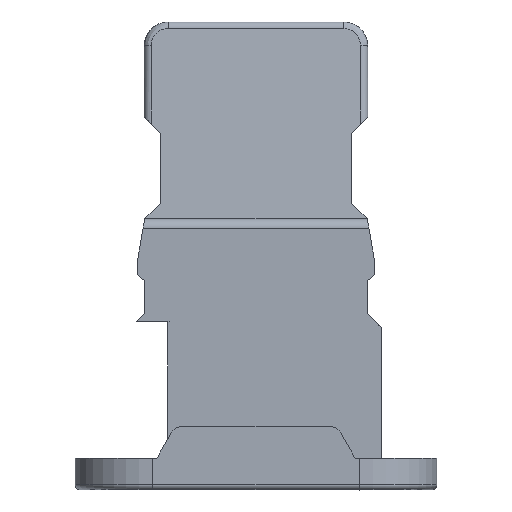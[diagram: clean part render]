
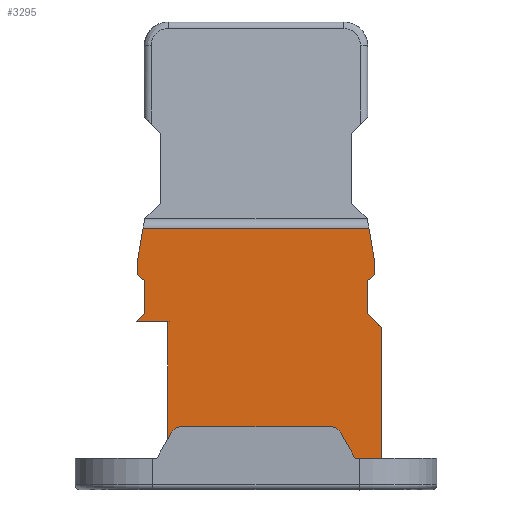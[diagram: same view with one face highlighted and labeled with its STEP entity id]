
A CAD part, top view. The second image highlights one B-rep face of the part: STEP entity #3295.
In plain terms, the highlighted planar face has unit normal (0, 0, 1).
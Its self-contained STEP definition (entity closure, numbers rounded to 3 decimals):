
#371=DIRECTION('',(1.,0.,0.));
#372=VECTOR('',#371,2.3);
#373=CARTESIAN_POINT('',(5.175,1.3,-0.5));
#374=LINE('',#373,#372);
#570=DIRECTION('',(1.,0.,0.));
#571=VECTOR('',#570,5.4);
#572=CARTESIAN_POINT('',(-2.7,1.3,-0.5));
#573=LINE('',#572,#571);
#574=DIRECTION('',(0.,1.,0.));
#575=VECTOR('',#574,0.3);
#576=CARTESIAN_POINT('',(-2.7,1.,-0.5));
#577=LINE('',#576,#575);
#578=DIRECTION('',(1.,0.,0.));
#579=VECTOR('',#578,0.94);
#580=CARTESIAN_POINT('',(-3.64,1.,-0.5));
#581=LINE('',#580,#579);
#582=DIRECTION('',(0.,1.,0.));
#583=VECTOR('',#582,5.95);
#584=CARTESIAN_POINT('',(-3.64,1.,-0.5));
#585=LINE('',#584,#583);
#586=DIRECTION('',(1.,0.,0.));
#587=VECTOR('',#586,1.31);
#588=CARTESIAN_POINT('',(-4.95,6.95,-0.5));
#589=LINE('',#588,#587);
#590=DIRECTION('',(-0.707,-0.707,0.));
#591=VECTOR('',#590,0.495);
#592=CARTESIAN_POINT('',(-4.6,7.3,-0.5));
#593=LINE('',#592,#591);
#594=DIRECTION('',(0.,-1.,0.));
#595=VECTOR('',#594,1.35);
#596=CARTESIAN_POINT('',(-4.6,8.65,-0.5));
#597=LINE('',#596,#595);
#598=DIRECTION('',(0.866,-0.5,0.));
#599=VECTOR('',#598,0.173);
#600=CARTESIAN_POINT('',(-4.75,8.737,-0.5));
#601=LINE('',#600,#599);
#602=CARTESIAN_POINT('',(-4.6,8.996,-0.5));
#603=DIRECTION('',(0.,0.,1.));
#604=DIRECTION('',(-1.,0.,0.));
#605=AXIS2_PLACEMENT_3D('',#602,#603,#604);
#607=DIRECTION('',(0.,-1.,0.));
#608=VECTOR('',#607,0.5);
#609=CARTESIAN_POINT('',(-4.9,9.496,-0.5));
#610=LINE('',#609,#608);
#611=DIRECTION('',(-0.173,-0.985,0.));
#612=VECTOR('',#611,1.324);
#613=CARTESIAN_POINT('',(-4.67,10.8,-0.5));
#614=LINE('',#613,#612);
#615=DIRECTION('',(-1.,0.,0.));
#616=VECTOR('',#615,9.341);
#617=CARTESIAN_POINT('',(4.67,10.8,-0.5));
#618=LINE('',#617,#616);
#619=DIRECTION('',(-0.173,0.985,0.));
#620=VECTOR('',#619,1.324);
#621=CARTESIAN_POINT('',(4.9,9.496,-0.5));
#622=LINE('',#621,#620);
#623=DIRECTION('',(0.,1.,0.));
#624=VECTOR('',#623,0.5);
#625=CARTESIAN_POINT('',(4.9,8.996,-0.5));
#626=LINE('',#625,#624);
#627=CARTESIAN_POINT('',(4.6,8.996,-0.5));
#628=DIRECTION('',(0.,0.,1.));
#629=DIRECTION('',(0.5,-0.866,0.));
#630=AXIS2_PLACEMENT_3D('',#627,#628,#629);
#632=DIRECTION('',(0.866,0.5,0.));
#633=VECTOR('',#632,0.173);
#634=CARTESIAN_POINT('',(4.6,8.65,-0.5));
#635=LINE('',#634,#633);
#636=DIRECTION('',(0.,-1.,0.));
#637=VECTOR('',#636,1.35);
#638=CARTESIAN_POINT('',(4.6,8.65,-0.5));
#639=LINE('',#638,#637);
#640=DIRECTION('',(-0.707,0.707,0.));
#641=VECTOR('',#640,0.813);
#642=CARTESIAN_POINT('',(5.175,6.725,-0.5));
#643=LINE('',#642,#641);
#644=DIRECTION('',(1.,0.,0.));
#645=VECTOR('',#644,4.775);
#646=CARTESIAN_POINT('',(2.7,1.,-0.5));
#647=LINE('',#646,#645);
#648=DIRECTION('',(0.,1.,0.));
#649=VECTOR('',#648,0.3);
#650=CARTESIAN_POINT('',(2.7,1.,-0.5));
#651=LINE('',#650,#649);
#778=DIRECTION('',(0.,-1.,0.));
#779=VECTOR('',#778,0.3);
#780=CARTESIAN_POINT('',(7.475,1.3,-0.5));
#781=LINE('',#780,#779);
#1093=DIRECTION('',(0.,-1.,0.));
#1094=VECTOR('',#1093,5.425);
#1095=CARTESIAN_POINT('',(5.175,6.725,-0.5));
#1096=LINE('',#1095,#1094);
#2110=CARTESIAN_POINT('',(7.475,1.,-0.5));
#2112=VERTEX_POINT('',#2110);
#2113=CARTESIAN_POINT('',(7.475,1.3,-0.5));
#2114=VERTEX_POINT('',#2113);
#2117=CARTESIAN_POINT('',(5.175,1.3,-0.5));
#2118=VERTEX_POINT('',#2117);
#2119=CARTESIAN_POINT('',(5.175,6.725,-0.5));
#2120=CARTESIAN_POINT('',(4.6,7.3,-0.5));
#2121=VERTEX_POINT('',#2119);
#2122=VERTEX_POINT('',#2120);
#2143=CARTESIAN_POINT('',(-4.9,8.996,-0.5));
#2144=CARTESIAN_POINT('',(-4.75,8.737,-0.5));
#2145=VERTEX_POINT('',#2143);
#2146=VERTEX_POINT('',#2144);
#2159=CARTESIAN_POINT('',(-4.6,8.65,-0.5));
#2160=VERTEX_POINT('',#2159);
#2161=CARTESIAN_POINT('',(4.6,8.65,-0.5));
#2162=VERTEX_POINT('',#2161);
#2163=CARTESIAN_POINT('',(-4.6,7.3,-0.5));
#2164=VERTEX_POINT('',#2163);
#2169=CARTESIAN_POINT('',(4.67,10.8,-0.5));
#2170=CARTESIAN_POINT('',(-4.67,10.8,-0.5));
#2171=VERTEX_POINT('',#2169);
#2172=VERTEX_POINT('',#2170);
#2301=CARTESIAN_POINT('',(-4.9,9.496,-0.5));
#2302=VERTEX_POINT('',#2301);
#2303=CARTESIAN_POINT('',(4.75,8.737,-0.5));
#2304=CARTESIAN_POINT('',(4.9,8.996,-0.5));
#2305=VERTEX_POINT('',#2303);
#2306=VERTEX_POINT('',#2304);
#2307=CARTESIAN_POINT('',(4.9,9.496,-0.5));
#2308=VERTEX_POINT('',#2307);
#2493=CARTESIAN_POINT('',(-3.64,1.,-0.5));
#2495=VERTEX_POINT('',#2493);
#2497=CARTESIAN_POINT('',(-4.95,6.95,-0.5));
#2498=CARTESIAN_POINT('',(-3.64,6.95,-0.5));
#2499=VERTEX_POINT('',#2497);
#2500=VERTEX_POINT('',#2498);
#2515=CARTESIAN_POINT('',(2.7,1.,-0.5));
#2516=VERTEX_POINT('',#2515);
#2517=CARTESIAN_POINT('',(-2.7,1.,-0.5));
#2518=VERTEX_POINT('',#2517);
#2519=CARTESIAN_POINT('',(-2.7,1.3,-0.5));
#2520=CARTESIAN_POINT('',(2.7,1.3,-0.5));
#2521=VERTEX_POINT('',#2519);
#2522=VERTEX_POINT('',#2520);
#3246=CARTESIAN_POINT('',(-7.5,1.,-0.5));
#3247=DIRECTION('',(0.,0.,-1.));
#3248=DIRECTION('',(0.,1.,0.));
#3249=AXIS2_PLACEMENT_3D('',#3246,#3247,#3248);
#3250=PLANE('',#3249);
#3251=ORIENTED_EDGE('',*,*,#3038,.F.);
#3253=ORIENTED_EDGE('',*,*,#3252,.F.);
#3255=ORIENTED_EDGE('',*,*,#3254,.F.);
#3256=ORIENTED_EDGE('',*,*,#3104,.T.);
#3257=ORIENTED_EDGE('',*,*,#3219,.F.);
#3259=ORIENTED_EDGE('',*,*,#3258,.F.);
#3261=ORIENTED_EDGE('',*,*,#3260,.F.);
#3263=ORIENTED_EDGE('',*,*,#3262,.F.);
#3265=ORIENTED_EDGE('',*,*,#3264,.F.);
#3267=ORIENTED_EDGE('',*,*,#3266,.F.);
#3269=ORIENTED_EDGE('',*,*,#3268,.F.);
#3271=ORIENTED_EDGE('',*,*,#3270,.F.);
#3273=ORIENTED_EDGE('',*,*,#3272,.F.);
#3275=ORIENTED_EDGE('',*,*,#3274,.F.);
#3277=ORIENTED_EDGE('',*,*,#3276,.F.);
#3279=ORIENTED_EDGE('',*,*,#3278,.F.);
#3281=ORIENTED_EDGE('',*,*,#3280,.T.);
#3283=ORIENTED_EDGE('',*,*,#3282,.F.);
#3285=ORIENTED_EDGE('',*,*,#3284,.T.);
#3286=ORIENTED_EDGE('',*,*,#3012,.T.);
#3288=ORIENTED_EDGE('',*,*,#3287,.T.);
#3290=ORIENTED_EDGE('',*,*,#3289,.F.);
#3292=ORIENTED_EDGE('',*,*,#3291,.T.);
#3293=EDGE_LOOP('',(#3251,#3253,#3255,#3256,#3257,#3259,#3261,#3263,#3265,#3267,
#3269,#3271,#3273,#3275,#3277,#3279,#3281,#3283,#3285,#3286,#3288,#3290,#3292));
#3294=FACE_OUTER_BOUND('',#3293,.F.);
#3295=ADVANCED_FACE('',(#3294),#3250,.F.);
#606=CIRCLE('',#605,0.3);
#631=CIRCLE('',#630,0.3);
#3012=EDGE_CURVE('',#2118,#2114,#374,.T.);
#3038=EDGE_CURVE('',#2521,#2522,#573,.T.);
#3104=EDGE_CURVE('',#2495,#2500,#585,.T.);
#3219=EDGE_CURVE('',#2499,#2500,#589,.T.);
#3252=EDGE_CURVE('',#2518,#2521,#577,.T.);
#3254=EDGE_CURVE('',#2495,#2518,#581,.T.);
#3258=EDGE_CURVE('',#2164,#2499,#593,.T.);
#3260=EDGE_CURVE('',#2160,#2164,#597,.T.);
#3262=EDGE_CURVE('',#2146,#2160,#601,.T.);
#3264=EDGE_CURVE('',#2145,#2146,#606,.T.);
#3266=EDGE_CURVE('',#2302,#2145,#610,.T.);
#3268=EDGE_CURVE('',#2172,#2302,#614,.T.);
#3270=EDGE_CURVE('',#2171,#2172,#618,.T.);
#3272=EDGE_CURVE('',#2308,#2171,#622,.T.);
#3274=EDGE_CURVE('',#2306,#2308,#626,.T.);
#3276=EDGE_CURVE('',#2305,#2306,#631,.T.);
#3278=EDGE_CURVE('',#2162,#2305,#635,.T.);
#3280=EDGE_CURVE('',#2162,#2122,#639,.T.);
#3282=EDGE_CURVE('',#2121,#2122,#643,.T.);
#3284=EDGE_CURVE('',#2121,#2118,#1096,.T.);
#3287=EDGE_CURVE('',#2114,#2112,#781,.T.);
#3289=EDGE_CURVE('',#2516,#2112,#647,.T.);
#3291=EDGE_CURVE('',#2516,#2522,#651,.T.);
